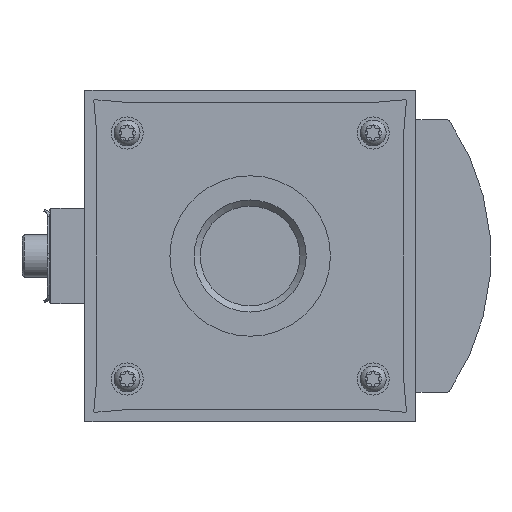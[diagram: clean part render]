
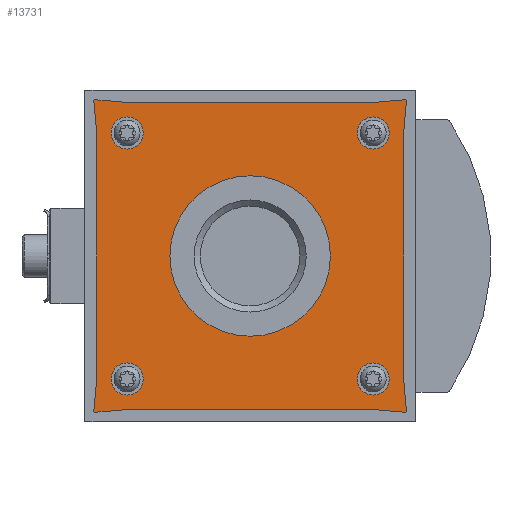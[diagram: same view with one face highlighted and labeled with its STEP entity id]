
A CAD part, front view. The second image highlights one B-rep face of the part: STEP entity #13731.
In plain terms, the highlighted planar face has unit normal (0, -1, 0).
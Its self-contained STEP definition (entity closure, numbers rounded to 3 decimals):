
#1063=LINE('',#20808,#1776);
#1066=LINE('',#20816,#1779);
#1068=LINE('',#20820,#1781);
#1070=LINE('',#20824,#1783);
#1073=LINE('',#20832,#1786);
#1075=LINE('',#20836,#1788);
#1077=LINE('',#20840,#1790);
#1080=LINE('',#20848,#1793);
#1082=LINE('',#20852,#1795);
#1084=LINE('',#20856,#1797);
#1087=LINE('',#20864,#1800);
#1089=LINE('',#20868,#1802);
#1776=VECTOR('',#17362,1000.);
#1779=VECTOR('',#17371,1000.);
#1781=VECTOR('',#17375,1000.);
#1783=VECTOR('',#17379,1000.);
#1786=VECTOR('',#17388,1000.);
#1788=VECTOR('',#17392,1000.);
#1790=VECTOR('',#17396,1000.);
#1793=VECTOR('',#17405,1000.);
#1795=VECTOR('',#17409,1000.);
#1797=VECTOR('',#17413,1000.);
#1800=VECTOR('',#17422,1000.);
#1802=VECTOR('',#17426,1000.);
#4203=ORIENTED_EDGE('',*,*,#5955,.F.);
#4204=ORIENTED_EDGE('',*,*,#5956,.F.);
#4205=ORIENTED_EDGE('',*,*,#5957,.F.);
#4206=ORIENTED_EDGE('',*,*,#5958,.F.);
#4207=ORIENTED_EDGE('',*,*,#5959,.F.);
#4208=ORIENTED_EDGE('',*,*,#5924,.F.);
#4209=ORIENTED_EDGE('',*,*,#5954,.F.);
#4210=ORIENTED_EDGE('',*,*,#5952,.F.);
#4211=ORIENTED_EDGE('',*,*,#5950,.F.);
#4212=ORIENTED_EDGE('',*,*,#5948,.F.);
#4213=ORIENTED_EDGE('',*,*,#5946,.F.);
#4214=ORIENTED_EDGE('',*,*,#5944,.F.);
#4215=ORIENTED_EDGE('',*,*,#5942,.F.);
#4216=ORIENTED_EDGE('',*,*,#5940,.F.);
#4217=ORIENTED_EDGE('',*,*,#5938,.F.);
#4218=ORIENTED_EDGE('',*,*,#5936,.F.);
#4219=ORIENTED_EDGE('',*,*,#5934,.F.);
#4220=ORIENTED_EDGE('',*,*,#5932,.F.);
#4221=ORIENTED_EDGE('',*,*,#5930,.F.);
#4222=ORIENTED_EDGE('',*,*,#5928,.F.);
#4223=ORIENTED_EDGE('',*,*,#5926,.F.);
#5924=EDGE_CURVE('',#7008,#7009,#1063,.T.);
#5926=EDGE_CURVE('',#7009,#7010,#7604,.T.);
#5928=EDGE_CURVE('',#7010,#7011,#1066,.T.);
#5930=EDGE_CURVE('',#7011,#7012,#1068,.T.);
#5932=EDGE_CURVE('',#7012,#7013,#1070,.T.);
#5934=EDGE_CURVE('',#7013,#7014,#7605,.T.);
#5936=EDGE_CURVE('',#7014,#7015,#1073,.T.);
#5938=EDGE_CURVE('',#7015,#7016,#1075,.T.);
#5940=EDGE_CURVE('',#7016,#7017,#1077,.T.);
#5942=EDGE_CURVE('',#7017,#7018,#7606,.T.);
#5944=EDGE_CURVE('',#7018,#7019,#1080,.T.);
#5946=EDGE_CURVE('',#7019,#7020,#1082,.T.);
#5948=EDGE_CURVE('',#7020,#7021,#1084,.T.);
#5950=EDGE_CURVE('',#7021,#7022,#7607,.T.);
#5952=EDGE_CURVE('',#7022,#7023,#1087,.T.);
#5954=EDGE_CURVE('',#7023,#7008,#1089,.T.);
#5955=EDGE_CURVE('',#7024,#7024,#7608,.F.);
#5956=EDGE_CURVE('',#7025,#7025,#7609,.F.);
#5957=EDGE_CURVE('',#7026,#7026,#7610,.F.);
#5958=EDGE_CURVE('',#7027,#7027,#7611,.F.);
#5959=EDGE_CURVE('',#7028,#7028,#7612,.F.);
#7008=VERTEX_POINT('',#20807);
#7009=VERTEX_POINT('',#20809);
#7010=VERTEX_POINT('',#20813);
#7011=VERTEX_POINT('',#20817);
#7012=VERTEX_POINT('',#20821);
#7013=VERTEX_POINT('',#20825);
#7014=VERTEX_POINT('',#20829);
#7015=VERTEX_POINT('',#20833);
#7016=VERTEX_POINT('',#20837);
#7017=VERTEX_POINT('',#20841);
#7018=VERTEX_POINT('',#20845);
#7019=VERTEX_POINT('',#20849);
#7020=VERTEX_POINT('',#20853);
#7021=VERTEX_POINT('',#20857);
#7022=VERTEX_POINT('',#20861);
#7023=VERTEX_POINT('',#20865);
#7024=VERTEX_POINT('',#20871);
#7025=VERTEX_POINT('',#20873);
#7026=VERTEX_POINT('',#20875);
#7027=VERTEX_POINT('',#20877);
#7028=VERTEX_POINT('',#20879);
#7604=CIRCLE('',#14747,0.2);
#7605=CIRCLE('',#14752,0.2);
#7606=CIRCLE('',#14757,0.2);
#7607=CIRCLE('',#14762,0.2);
#7608=CIRCLE('',#14766,15.);
#7609=CIRCLE('',#14767,3.);
#7610=CIRCLE('',#14768,3.);
#7611=CIRCLE('',#14769,3.);
#7612=CIRCLE('',#14770,3.);
#8261=EDGE_LOOP('',(#4203));
#8262=EDGE_LOOP('',(#4204));
#8263=EDGE_LOOP('',(#4205));
#8264=EDGE_LOOP('',(#4206));
#8265=EDGE_LOOP('',(#4207));
#8266=EDGE_LOOP('',(#4208,#4209,#4210,#4211,#4212,#4213,#4214,#4215,#4216,
#4217,#4218,#4219,#4220,#4221,#4222,#4223));
#8932=FACE_BOUND('',#8261,.T.);
#8933=FACE_BOUND('',#8262,.T.);
#8934=FACE_BOUND('',#8263,.T.);
#8935=FACE_BOUND('',#8264,.T.);
#8936=FACE_BOUND('',#8265,.T.);
#8937=FACE_BOUND('',#8266,.T.);
#9296=PLANE('',#14765);
#13731=ADVANCED_FACE('',(#8932,#8933,#8934,#8935,#8936,#8937),#9296,.F.);
#14747=AXIS2_PLACEMENT_3D('',#20812,#17366,#17367);
#14752=AXIS2_PLACEMENT_3D('',#20828,#17383,#17384);
#14757=AXIS2_PLACEMENT_3D('',#20844,#17400,#17401);
#14762=AXIS2_PLACEMENT_3D('',#20860,#17417,#17418);
#14765=AXIS2_PLACEMENT_3D('',#20869,#17427,#17428);
#14766=AXIS2_PLACEMENT_3D('',#20870,#17429,#17430);
#14767=AXIS2_PLACEMENT_3D('',#20872,#17431,#17432);
#14768=AXIS2_PLACEMENT_3D('',#20874,#17433,#17434);
#14769=AXIS2_PLACEMENT_3D('',#20876,#17435,#17436);
#14770=AXIS2_PLACEMENT_3D('',#20878,#17437,#17438);
#17362=DIRECTION('',(-0.087,0.,0.996));
#17366=DIRECTION('',(0.,1.,0.));
#17367=DIRECTION('',(1.,0.,0.));
#17371=DIRECTION('',(0.996,0.,-0.087));
#17375=DIRECTION('',(1.,0.,0.));
#17379=DIRECTION('',(0.996,0.,0.087));
#17383=DIRECTION('',(0.,1.,0.));
#17384=DIRECTION('',(1.,0.,0.));
#17388=DIRECTION('',(-0.087,0.,-0.996));
#17392=DIRECTION('',(0.,0.,-1.));
#17396=DIRECTION('',(0.087,0.,-0.996));
#17400=DIRECTION('',(0.,1.,0.));
#17401=DIRECTION('',(1.,0.,0.));
#17405=DIRECTION('',(-0.996,0.,0.087));
#17409=DIRECTION('',(-1.,0.,0.));
#17413=DIRECTION('',(-0.996,0.,-0.087));
#17417=DIRECTION('',(0.,1.,0.));
#17418=DIRECTION('',(1.,0.,0.));
#17422=DIRECTION('',(0.087,0.,0.996));
#17426=DIRECTION('',(0.,0.,1.));
#17427=DIRECTION('',(0.,1.,0.));
#17428=DIRECTION('',(0.,0.,1.));
#17429=DIRECTION('',(0.,1.,0.));
#17430=DIRECTION('',(0.,0.,1.));
#17431=DIRECTION('',(0.,1.,0.));
#17432=DIRECTION('',(0.,0.,1.));
#17433=DIRECTION('',(0.,1.,0.));
#17434=DIRECTION('',(0.,0.,1.));
#17435=DIRECTION('',(0.,1.,0.));
#17436=DIRECTION('',(0.,0.,1.));
#17437=DIRECTION('',(0.,1.,0.));
#17438=DIRECTION('',(0.,0.,1.));
#20807=CARTESIAN_POINT('',(-28.7,-54.5,23.));
#20808=CARTESIAN_POINT('',(-28.7,-54.5,23.));
#20809=CARTESIAN_POINT('',(-29.226,-54.5,29.009));
#20812=CARTESIAN_POINT('',(-29.026,-54.5,29.026));
#20813=CARTESIAN_POINT('',(-29.009,-54.5,29.226));
#20816=CARTESIAN_POINT('',(-29.009,-54.5,29.226));
#20817=CARTESIAN_POINT('',(-23.,-54.5,28.7));
#20820=CARTESIAN_POINT('',(-23.,-54.5,28.7));
#20821=CARTESIAN_POINT('',(23.,-54.5,28.7));
#20824=CARTESIAN_POINT('',(23.,-54.5,28.7));
#20825=CARTESIAN_POINT('',(29.009,-54.5,29.226));
#20828=CARTESIAN_POINT('',(29.026,-54.5,29.026));
#20829=CARTESIAN_POINT('',(29.226,-54.5,29.009));
#20832=CARTESIAN_POINT('',(29.226,-54.5,29.009));
#20833=CARTESIAN_POINT('',(28.7,-54.5,23.));
#20836=CARTESIAN_POINT('',(28.7,-54.5,23.));
#20837=CARTESIAN_POINT('',(28.7,-54.5,-23.));
#20840=CARTESIAN_POINT('',(28.7,-54.5,-23.));
#20841=CARTESIAN_POINT('',(29.226,-54.5,-29.009));
#20844=CARTESIAN_POINT('',(29.026,-54.5,-29.026));
#20845=CARTESIAN_POINT('',(29.009,-54.5,-29.226));
#20848=CARTESIAN_POINT('',(29.009,-54.5,-29.226));
#20849=CARTESIAN_POINT('',(23.,-54.5,-28.7));
#20852=CARTESIAN_POINT('',(23.,-54.5,-28.7));
#20853=CARTESIAN_POINT('',(-23.,-54.5,-28.7));
#20856=CARTESIAN_POINT('',(-23.,-54.5,-28.7));
#20857=CARTESIAN_POINT('',(-29.009,-54.5,-29.226));
#20860=CARTESIAN_POINT('',(-29.026,-54.5,-29.026));
#20861=CARTESIAN_POINT('',(-29.226,-54.5,-29.009));
#20864=CARTESIAN_POINT('',(-29.226,-54.5,-29.009));
#20865=CARTESIAN_POINT('',(-28.7,-54.5,-23.));
#20868=CARTESIAN_POINT('',(-28.7,-54.5,-23.));
#20869=CARTESIAN_POINT('',(-29.026,-54.5,29.026));
#20870=CARTESIAN_POINT('',(0.,-54.5,0.));
#20871=CARTESIAN_POINT('',(0.,-54.5,15.));
#20872=CARTESIAN_POINT('',(-23.,-54.5,-23.));
#20873=CARTESIAN_POINT('',(-23.,-54.5,-20.));
#20874=CARTESIAN_POINT('',(23.,-54.5,-23.));
#20875=CARTESIAN_POINT('',(23.,-54.5,-20.));
#20876=CARTESIAN_POINT('',(-23.,-54.5,23.));
#20877=CARTESIAN_POINT('',(-23.,-54.5,26.));
#20878=CARTESIAN_POINT('',(23.,-54.5,23.));
#20879=CARTESIAN_POINT('',(23.,-54.5,26.));
